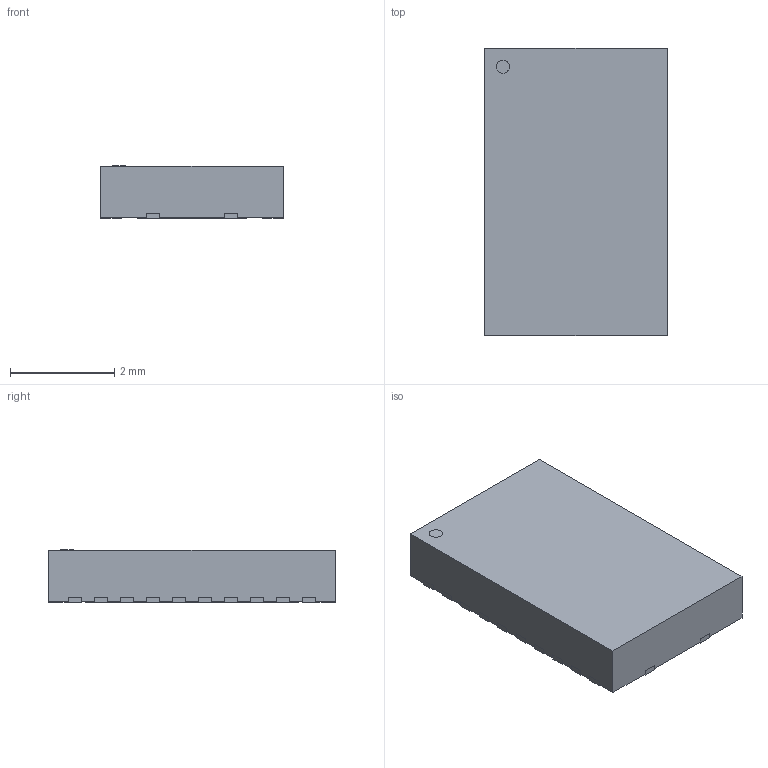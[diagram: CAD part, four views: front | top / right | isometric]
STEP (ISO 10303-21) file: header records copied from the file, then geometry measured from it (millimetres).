
FILE_DESCRIPTION(/* description */ (''),/* implementation_level */ '2;1');
FILE_NAME(/* name */ 'RGY0024F.step',/* time_stamp */ '2025-08-16T22:33:13+02:00',/* author */ (''),/* organization */ (''),/* preprocessor_version */ 'ST-DEVELOPER v20.1',/* originating_system */ 'Autodesk Translation Framework v14.10.0.0',/* authorisation */ '');
FILE_SCHEMA (('AUTOMOTIVE_DESIGN { 1 0 10303 214 3 1 1 }'));
Length unit declared in the file: millimetre
Products named in the file (3): RGY0024F_ASM; FRAME; BODY
Assembly tree (2 placements, depth 2):
  RGY0024F_ASM
    FRAME
    BODY
Bounding box: 3.5 x 5.5 x 1.01 mm (x, y, z)
Volume: 19 mm3; surface area: 84.1 mm2
Topology: 27 solids, 27 shells, 358 faces, 909 edges, 606 vertices
Faces by surface type: plane 261, cylinder 97
Full cylindrical faces by diameter (mm): 0.25 x1
Entity records: 10861 total; most frequent: CARTESIAN_POINT 1878, DIRECTION 1829, ORIENTED_EDGE 1818, EDGE_CURVE 909, LINE 715, VECTOR 715, VERTEX_POINT 606, AXIS2_PLACEMENT_3D 557
